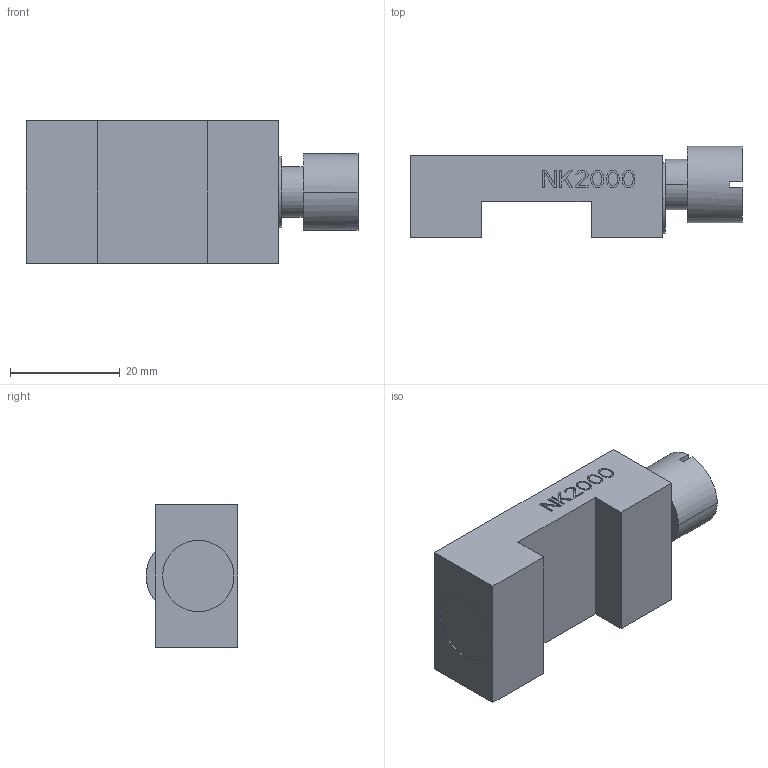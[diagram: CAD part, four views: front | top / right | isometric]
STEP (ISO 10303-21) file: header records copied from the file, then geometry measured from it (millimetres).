
FILE_DESCRIPTION((''),'2;1');
FILE_NAME('NK2000','2024-08-08T21:17:48',('lx'),(''),'CREO PARAMETRIC BY PTC INC, 2018100','CREO PARAMETRIC BY PTC INC, 2018100','');
FILE_SCHEMA(('CONFIG_CONTROL_DESIGN'));
Length unit declared in the file: millimetre
Products named in the file (1): NK2000
Bounding box: 60.5 x 16.7 x 26 mm (x, y, z)
Volume: 15991.7 mm3; surface area: 5857.3 mm2
Topology: 1 solids, 2 shells, 234 faces, 640 edges, 426 vertices
Faces by surface type: plane 216, cylinder 18
Entity records: 7328 total; most frequent: CARTESIAN_POINT 1300, ORIENTED_EDGE 1280, DIRECTION 1152, EDGE_CURVE 640, VECTOR 596, LINE 596, VERTEX_POINT 426, AXIS2_PLACEMENT_3D 278
